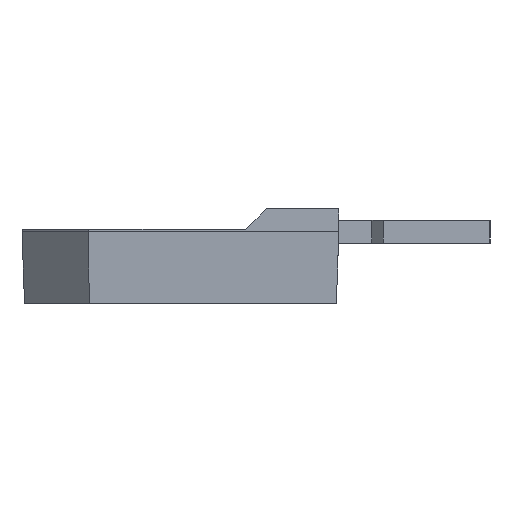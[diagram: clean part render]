
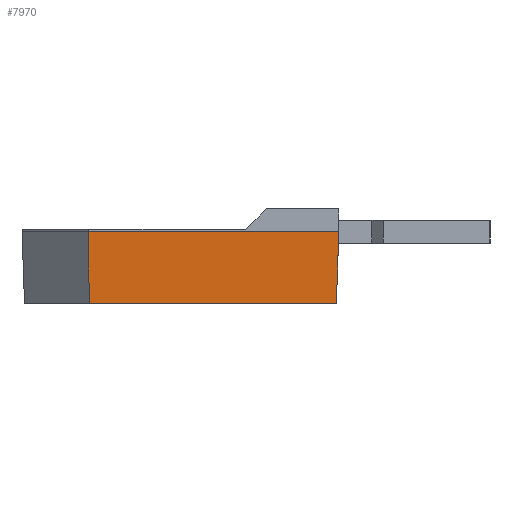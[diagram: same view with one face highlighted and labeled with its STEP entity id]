
A CAD part, left-side view. The second image highlights one B-rep face of the part: STEP entity #7970.
In plain terms, the highlighted planar face has unit normal (-0.999, 0, -0.035).
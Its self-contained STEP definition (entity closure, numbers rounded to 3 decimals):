
#11 = CARTESIAN_POINT ( 'NONE',  ( -1.1, 15.75, -3.45 ) ) ;
#543 = ORIENTED_EDGE ( 'NONE', *, *, #7378, .F. ) ;
#1602 = FACE_OUTER_BOUND ( 'NONE', #8582, .T. ) ;
#2654 = VERTEX_POINT ( 'NONE', #11839 ) ;
#3025 = CARTESIAN_POINT ( 'NONE',  ( -1.22, 3.7, 0. ) ) ;
#3219 = VECTOR ( 'NONE', #7615, 1000. ) ;
#3529 = CARTESIAN_POINT ( 'NONE',  ( -1.222, 15.801, 0.046 ) ) ;
#3668 = VECTOR ( 'NONE', #4910, 1000. ) ;
#3968 = PLANE ( 'NONE',  #8006 ) ;
#4308 = CARTESIAN_POINT ( 'NONE',  ( -1.1, 15.8, -3.45 ) ) ;
#4604 = LINE ( 'NONE', #10649, #3668 ) ;
#4620 = CARTESIAN_POINT ( 'NONE',  ( -1.22, 3.7, 0. ) ) ;
#4910 = DIRECTION ( 'NONE',  ( 0.035, 0.035, -0.999 ) ) ;
#5102 = VECTOR ( 'NONE', #5690, 1000. ) ;
#5690 = DIRECTION ( 'NONE',  ( 0.035, -0.014, -0.999 ) ) ;
#5860 = VERTEX_POINT ( 'NONE', #6554 ) ;
#5866 = EDGE_CURVE ( 'NONE', #2654, #9725, #14709, .T. ) ;
#6418 = LINE ( 'NONE', #3025, #3219 ) ;
#6554 = CARTESIAN_POINT ( 'NONE',  ( -1.22, 15.8, 0. ) ) ;
#6615 = ORIENTED_EDGE ( 'NONE', *, *, #5866, .F. ) ;
#7378 = EDGE_CURVE ( 'NONE', #11513, #2654, #4604, .T. ) ;
#7548 = ORIENTED_EDGE ( 'NONE', *, *, #9181, .F. ) ;
#7596 = EDGE_CURVE ( 'NONE', #5860, #9725, #13871, .T. ) ;
#7615 = DIRECTION ( 'NONE',  ( 0., -1., 0. ) ) ;
#7761 = DIRECTION ( 'NONE',  ( 0., 1., 0. ) ) ;
#7970 = ADVANCED_FACE ( 'NONE', ( #1602 ), #3968, .T. ) ;
#8006 = AXIS2_PLACEMENT_3D ( 'NONE', #9835, #9906, #14512 ) ;
#8582 = EDGE_LOOP ( 'NONE', ( #9757, #6615, #543, #7548 ) ) ;
#9181 = EDGE_CURVE ( 'NONE', #5860, #11513, #6418, .T. ) ;
#9725 = VERTEX_POINT ( 'NONE', #11 ) ;
#9757 = ORIENTED_EDGE ( 'NONE', *, *, #7596, .T. ) ;
#9835 = CARTESIAN_POINT ( 'NONE',  ( -1.22, 19., 0. ) ) ;
#9906 = DIRECTION ( 'NONE',  ( -0.999, 0., -0.035 ) ) ;
#10467 = VECTOR ( 'NONE', #7761, 1000. ) ;
#10649 = CARTESIAN_POINT ( 'NONE',  ( -1.201, 3.719, -0.533 ) ) ;
#11513 = VERTEX_POINT ( 'NONE', #4620 ) ;
#11839 = CARTESIAN_POINT ( 'NONE',  ( -1.1, 3.82, -3.45 ) ) ;
#13871 = LINE ( 'NONE', #3529, #5102 ) ;
#14512 = DIRECTION ( 'NONE',  ( 0., 1., 0. ) ) ;
#14709 = LINE ( 'NONE', #4308, #10467 ) ;
